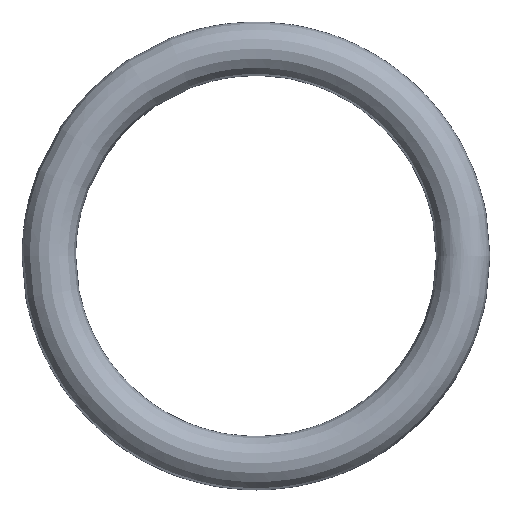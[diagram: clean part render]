
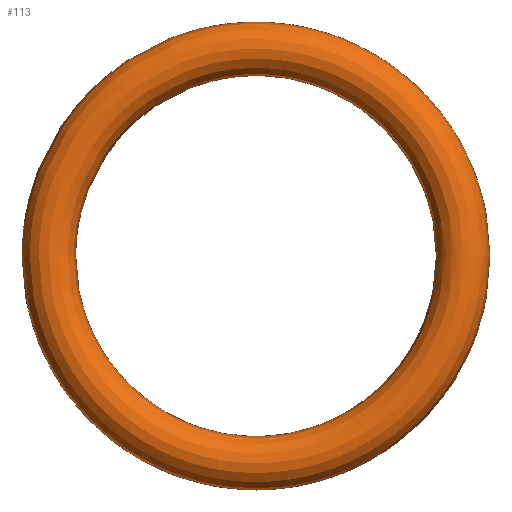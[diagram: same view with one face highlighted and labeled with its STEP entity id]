
A CAD part, top view. The second image highlights one B-rep face of the part: STEP entity #113.
In plain terms, the highlighted free-form (B-spline) face has degree [2, 2] with [9, 9] control points.
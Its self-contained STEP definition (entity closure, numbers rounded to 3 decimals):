
#1 = CARTESIAN_POINT ('', (6.86, 0., -0.89));
#2 = VERTEX_POINT ('', #1);
#3 = CARTESIAN_POINT ('', (6.86, 0., -0.89));
#4 = CARTESIAN_POINT ('', (5.97, 0., -0.89));
#5 = CARTESIAN_POINT ('', (5.97, 0., 0.));
#6 = CARTESIAN_POINT ('', (5.97, 0., 0.89));
#7 = CARTESIAN_POINT ('', (6.86, 0., 0.89));
#8 = CARTESIAN_POINT ('', (7.75, 0., 0.89));
#9 = CARTESIAN_POINT ('', (7.75, 0., 0.));
#10 = CARTESIAN_POINT ('', (7.75, 0., -0.89));
#11 = CARTESIAN_POINT ('', (6.86, 0., -0.89));
#12 = (
   BOUNDED_CURVE ()
   B_SPLINE_CURVE (2, (#3, #4, #5, #6, #7, #8, #9, #10, #11), .UNSPECIFIED., .T., .U.)
   B_SPLINE_CURVE_WITH_KNOTS ((3, 2, 2, 2, 3), (0., 0.25, 0.5, 0.75, 1.), .UNSPECIFIED.)
   CURVE ()
   GEOMETRIC_REPRESENTATION_ITEM ()
   RATIONAL_B_SPLINE_CURVE ((1., 0.707, 1., 0.707, 1., 0.707, 1., 0.707, 1.))
   REPRESENTATION_ITEM ('')
);
#13 = EDGE_CURVE ('', #2, #2, #12, .T.);
#14 = ORIENTED_EDGE ('', *, *, #13, .F.);
#15 = CARTESIAN_POINT ('', (6.86, 0., -0.89));
#16 = CARTESIAN_POINT ('', (6.86, 6.86, -0.89));
#17 = CARTESIAN_POINT ('', (0., 6.86, -0.89));
#18 = CARTESIAN_POINT ('', (-6.86, 6.86, -0.89));
#19 = CARTESIAN_POINT ('', (-6.86, 0., -0.89));
#20 = CARTESIAN_POINT ('', (-6.86, -6.86, -0.89));
#21 = CARTESIAN_POINT ('', (0., -6.86, -0.89));
#22 = CARTESIAN_POINT ('', (6.86, -6.86, -0.89));
#23 = CARTESIAN_POINT ('', (6.86, 0., -0.89));
#24 = (
   BOUNDED_CURVE ()
   B_SPLINE_CURVE (2, (#15, #16, #17, #18, #19, #20, #21, #22, #23), .UNSPECIFIED., .T., .U.)
   B_SPLINE_CURVE_WITH_KNOTS ((3, 2, 2, 2, 3), (0., 0.25, 0.5, 0.75, 1.), .UNSPECIFIED.)
   CURVE ()
   GEOMETRIC_REPRESENTATION_ITEM ()
   RATIONAL_B_SPLINE_CURVE ((1., 0.707, 1., 0.707, 1., 0.707, 1., 0.707, 1.))
   REPRESENTATION_ITEM ('')
);
#25 = EDGE_CURVE ('', #2, #2, #24, .T.);
#26 = ORIENTED_EDGE ('', *, *, #25, .T.);
#27 = ORIENTED_EDGE ('', *, *, #13, .T.);
#28 = ORIENTED_EDGE ('', *, *, #25, .F.);
#29 = EDGE_LOOP ('', (#14, #26, #27, #28));
#30 = FACE_OUTER_BOUND ('', #29, .F.);
#31 = CARTESIAN_POINT ('', (6.86, 0., -0.89));
#32 = CARTESIAN_POINT ('', (5.97, 0., -0.89));
#33 = CARTESIAN_POINT ('', (5.97, 0., 0.));
#34 = CARTESIAN_POINT ('', (5.97, 0., 0.89));
#35 = CARTESIAN_POINT ('', (6.86, 0., 0.89));
#36 = CARTESIAN_POINT ('', (7.75, 0., 0.89));
#37 = CARTESIAN_POINT ('', (7.75, 0., 0.));
#38 = CARTESIAN_POINT ('', (7.75, 0., -0.89));
#39 = CARTESIAN_POINT ('', (6.86, 0., -0.89));
#40 = CARTESIAN_POINT ('', (6.86, 6.86, -0.89));
#41 = CARTESIAN_POINT ('', (5.97, 5.97, -0.89));
#42 = CARTESIAN_POINT ('', (5.97, 5.97, 0.));
#43 = CARTESIAN_POINT ('', (5.97, 5.97, 0.89));
#44 = CARTESIAN_POINT ('', (6.86, 6.86, 0.89));
#45 = CARTESIAN_POINT ('', (7.75, 7.75, 0.89));
#46 = CARTESIAN_POINT ('', (7.75, 7.75, 0.));
#47 = CARTESIAN_POINT ('', (7.75, 7.75, -0.89));
#48 = CARTESIAN_POINT ('', (6.86, 6.86, -0.89));
#49 = CARTESIAN_POINT ('', (0., 6.86, -0.89));
#50 = CARTESIAN_POINT ('', (0., 5.97, -0.89));
#51 = CARTESIAN_POINT ('', (0., 5.97, 0.));
#52 = CARTESIAN_POINT ('', (0., 5.97, 0.89));
#53 = CARTESIAN_POINT ('', (0., 6.86, 0.89));
#54 = CARTESIAN_POINT ('', (0., 7.75, 0.89));
#55 = CARTESIAN_POINT ('', (0., 7.75, 0.));
#56 = CARTESIAN_POINT ('', (0., 7.75, -0.89));
#57 = CARTESIAN_POINT ('', (0., 6.86, -0.89));
#58 = CARTESIAN_POINT ('', (-6.86, 6.86, -0.89));
#59 = CARTESIAN_POINT ('', (-5.97, 5.97, -0.89));
#60 = CARTESIAN_POINT ('', (-5.97, 5.97, 0.));
#61 = CARTESIAN_POINT ('', (-5.97, 5.97, 0.89));
#62 = CARTESIAN_POINT ('', (-6.86, 6.86, 0.89));
#63 = CARTESIAN_POINT ('', (-7.75, 7.75, 0.89));
#64 = CARTESIAN_POINT ('', (-7.75, 7.75, 0.));
#65 = CARTESIAN_POINT ('', (-7.75, 7.75, -0.89));
#66 = CARTESIAN_POINT ('', (-6.86, 6.86, -0.89));
#67 = CARTESIAN_POINT ('', (-6.86, 0., -0.89));
#68 = CARTESIAN_POINT ('', (-5.97, 0., -0.89));
#69 = CARTESIAN_POINT ('', (-5.97, 0., 0.));
#70 = CARTESIAN_POINT ('', (-5.97, 0., 0.89));
#71 = CARTESIAN_POINT ('', (-6.86, 0., 0.89));
#72 = CARTESIAN_POINT ('', (-7.75, 0., 0.89));
#73 = CARTESIAN_POINT ('', (-7.75, 0., 0.));
#74 = CARTESIAN_POINT ('', (-7.75, 0., -0.89));
#75 = CARTESIAN_POINT ('', (-6.86, 0., -0.89));
#76 = CARTESIAN_POINT ('', (-6.86, -6.86, -0.89));
#77 = CARTESIAN_POINT ('', (-5.97, -5.97, -0.89));
#78 = CARTESIAN_POINT ('', (-5.97, -5.97, 0.));
#79 = CARTESIAN_POINT ('', (-5.97, -5.97, 0.89));
#80 = CARTESIAN_POINT ('', (-6.86, -6.86, 0.89));
#81 = CARTESIAN_POINT ('', (-7.75, -7.75, 0.89));
#82 = CARTESIAN_POINT ('', (-7.75, -7.75, 0.));
#83 = CARTESIAN_POINT ('', (-7.75, -7.75, -0.89));
#84 = CARTESIAN_POINT ('', (-6.86, -6.86, -0.89));
#85 = CARTESIAN_POINT ('', (0., -6.86, -0.89));
#86 = CARTESIAN_POINT ('', (0., -5.97, -0.89));
#87 = CARTESIAN_POINT ('', (0., -5.97, 0.));
#88 = CARTESIAN_POINT ('', (0., -5.97, 0.89));
#89 = CARTESIAN_POINT ('', (0., -6.86, 0.89));
#90 = CARTESIAN_POINT ('', (0., -7.75, 0.89));
#91 = CARTESIAN_POINT ('', (0., -7.75, 0.));
#92 = CARTESIAN_POINT ('', (0., -7.75, -0.89));
#93 = CARTESIAN_POINT ('', (0., -6.86, -0.89));
#94 = CARTESIAN_POINT ('', (6.86, -6.86, -0.89));
#95 = CARTESIAN_POINT ('', (5.97, -5.97, -0.89));
#96 = CARTESIAN_POINT ('', (5.97, -5.97, 0.));
#97 = CARTESIAN_POINT ('', (5.97, -5.97, 0.89));
#98 = CARTESIAN_POINT ('', (6.86, -6.86, 0.89));
#99 = CARTESIAN_POINT ('', (7.75, -7.75, 0.89));
#100 = CARTESIAN_POINT ('', (7.75, -7.75, 0.));
#101 = CARTESIAN_POINT ('', (7.75, -7.75, -0.89));
#102 = CARTESIAN_POINT ('', (6.86, -6.86, -0.89));
#103 = CARTESIAN_POINT ('', (6.86, 0., -0.89));
#104 = CARTESIAN_POINT ('', (5.97, 0., -0.89));
#105 = CARTESIAN_POINT ('', (5.97, 0., 0.));
#106 = CARTESIAN_POINT ('', (5.97, 0., 0.89));
#107 = CARTESIAN_POINT ('', (6.86, 0., 0.89));
#108 = CARTESIAN_POINT ('', (7.75, 0., 0.89));
#109 = CARTESIAN_POINT ('', (7.75, 0., 0.));
#110 = CARTESIAN_POINT ('', (7.75, 0., -0.89));
#111 = CARTESIAN_POINT ('', (6.86, 0., -0.89));
#112 = (
   BOUNDED_SURFACE ()
   B_SPLINE_SURFACE (2, 2, ((#31, #32, #33, #34, #35, #36, #37, #38, #39), (#40, #41, #42, #43, #44, #45, #46, #47, #48), (#49, #50, #51, #52, #53, #54, #55, #56, #57), (#58, #59, #60, #61, #62, #63, #64, #65, #66), (#67, #68, #69, #70, #71, #72, #73, #74, #75), (#76, #77, #78, #79, #80, #81, #82, #83, #84), (#85, #86, #87, #88, #89, #90, #91, #92, #93), (#94, #95, #96, #97, #98, #99, #100, #101, #102), (#103, #104, #105, #106, #107, #108, #109, #110, #111)), .UNSPECIFIED., .T., .T., .U.)
   B_SPLINE_SURFACE_WITH_KNOTS ((3, 2, 2, 2, 3), (3, 2, 2, 2, 3), (0., 0.25, 0.5, 0.75, 1.), (0., 0.25, 0.5, 0.75, 1.), .UNSPECIFIED.)
   SURFACE ()
   GEOMETRIC_REPRESENTATION_ITEM ()
   RATIONAL_B_SPLINE_SURFACE (((1., 0.707, 1., 0.707, 1., 0.707, 1., 0.707, 1.), (0.707, 0.5, 0.707, 0.5, 0.707, 0.5, 0.707, 0.5, 0.707), (1., 0.707, 1., 0.707, 1., 0.707, 1., 0.707, 1.), (0.707, 0.5, 0.707, 0.5, 0.707, 0.5, 0.707, 0.5, 0.707), (1., 0.707, 1., 0.707, 1., 0.707, 1., 0.707, 1.), (0.707, 0.5, 0.707, 0.5, 0.707, 0.5, 0.707, 0.5, 0.707), (1., 0.707, 1., 0.707, 1., 0.707, 1., 0.707, 1.), (0.707, 0.5, 0.707, 0.5, 0.707, 0.5, 0.707, 0.5, 0.707), (1., 0.707, 1., 0.707, 1., 0.707, 1., 0.707, 1.)))
   REPRESENTATION_ITEM ('')
);
#113 = ADVANCED_FACE ('', (#30), #112, .F.);
